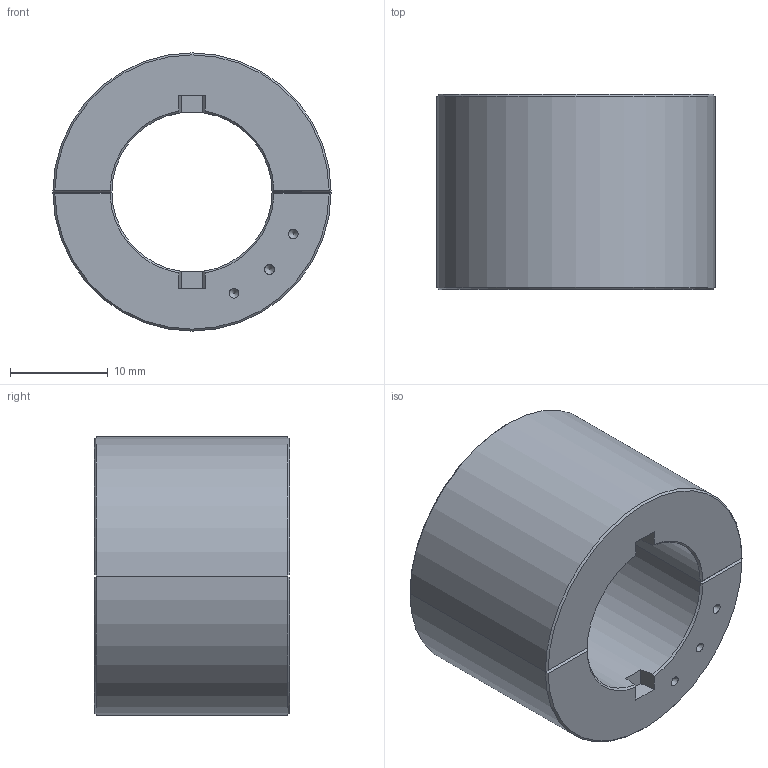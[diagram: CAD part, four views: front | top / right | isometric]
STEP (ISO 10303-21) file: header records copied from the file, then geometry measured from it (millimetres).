
FILE_DESCRIPTION( ( 'Unknown' ), '1' );
FILE_NAME( '7427024.stp', 'Unknown', ( 'Unknown' ), ( 'Unknown' ), 'XStep 1.0', 'Unknown', ' ' );
FILE_SCHEMA( ( 'automotive_design' ) );
Length unit declared in the file: millimetre
Products named in the file (2): Assem1; 7427024
Bounding box: 28.5 x 20 x 28.5 mm (x, y, z)
Volume: 12747 mm3; surface area: 6215.6 mm2
Topology: 3 solids, 3 shells, 90 faces, 210 edges, 135 vertices
Faces by surface type: plane 57, cone 27, cylinder 6
Entity records: 1109 total; most frequent: CARTESIAN_POINT 175, DIRECTION 142, ORIENTED_EDGE 128, EDGE_CURVE 64, AXIS2_PLACEMENT_3D 57, VERTEX_POINT 42, EDGE_LOOP 36, STYLED_ITEM 30
